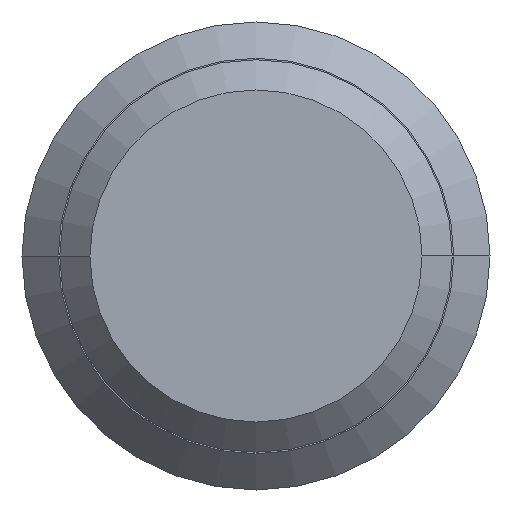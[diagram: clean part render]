
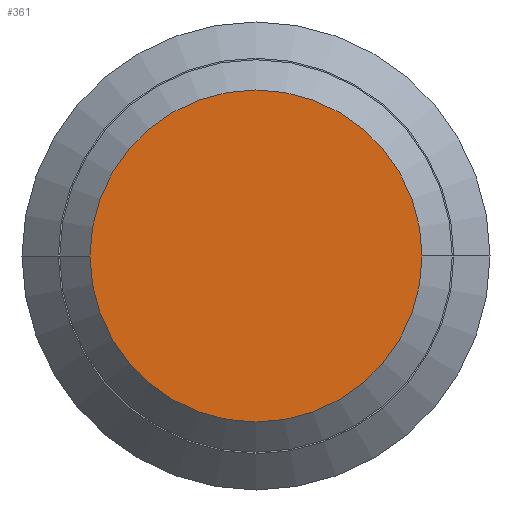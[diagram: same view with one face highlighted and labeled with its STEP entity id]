
A CAD part, front view. The second image highlights one B-rep face of the part: STEP entity #361.
In plain terms, the highlighted planar face has unit normal (0, -1, 0).
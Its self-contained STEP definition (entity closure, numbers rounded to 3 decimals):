
#16 = CARTESIAN_POINT ( 'NONE',  ( 0., 0., 0. ) ) ;
#59 = DIRECTION ( 'NONE',  ( -1., 0., 0. ) ) ;
#60 = DIRECTION ( 'NONE',  ( -1., 0., 0. ) ) ;
#62 = DIRECTION ( 'NONE',  ( 0., 1., 0. ) ) ;
#64 = CARTESIAN_POINT ( 'NONE',  ( -5.5, 0., 0. ) ) ;
#75 = DIRECTION ( 'NONE',  ( 0., 1., 0. ) ) ;
#93 = DIRECTION ( 'NONE',  ( -1., 0., 0. ) ) ;
#94 = DIRECTION ( 'NONE',  ( 0., 1., 0. ) ) ;
#98 = PLANE ( 'NONE',  #175 ) ;
#100 = CARTESIAN_POINT ( 'NONE',  ( 0., 0., 0. ) ) ;
#114 = CARTESIAN_POINT ( 'NONE',  ( 0., 0., 0. ) ) ;
#121 = CARTESIAN_POINT ( 'NONE',  ( 5.5, 0., 0. ) ) ;
#153 = EDGE_CURVE ( 'NONE', #232, #299, #279, .T. ) ;
#175 = AXIS2_PLACEMENT_3D ( 'NONE', #100, #94, #93 ) ;
#183 = AXIS2_PLACEMENT_3D ( 'NONE', #16, #62, #60 ) ;
#192 = AXIS2_PLACEMENT_3D ( 'NONE', #114, #75, #59 ) ;
#209 = EDGE_CURVE ( 'NONE', #299, #232, #333, .T. ) ;
#232 = VERTEX_POINT ( 'NONE', #64 ) ;
#256 = ORIENTED_EDGE ( 'NONE', *, *, #153, .F. ) ;
#273 = EDGE_LOOP ( 'NONE', ( #256, #302 ) ) ;
#279 = CIRCLE ( 'NONE', #192, 5.5 ) ;
#299 = VERTEX_POINT ( 'NONE', #121 ) ;
#302 = ORIENTED_EDGE ( 'NONE', *, *, #209, .F. ) ;
#333 = CIRCLE ( 'NONE', #183, 5.5 ) ;
#334 = FACE_OUTER_BOUND ( 'NONE', #273, .T. ) ;
#361 = ADVANCED_FACE ( 'NONE', ( #334 ), #98, .F. ) ;
